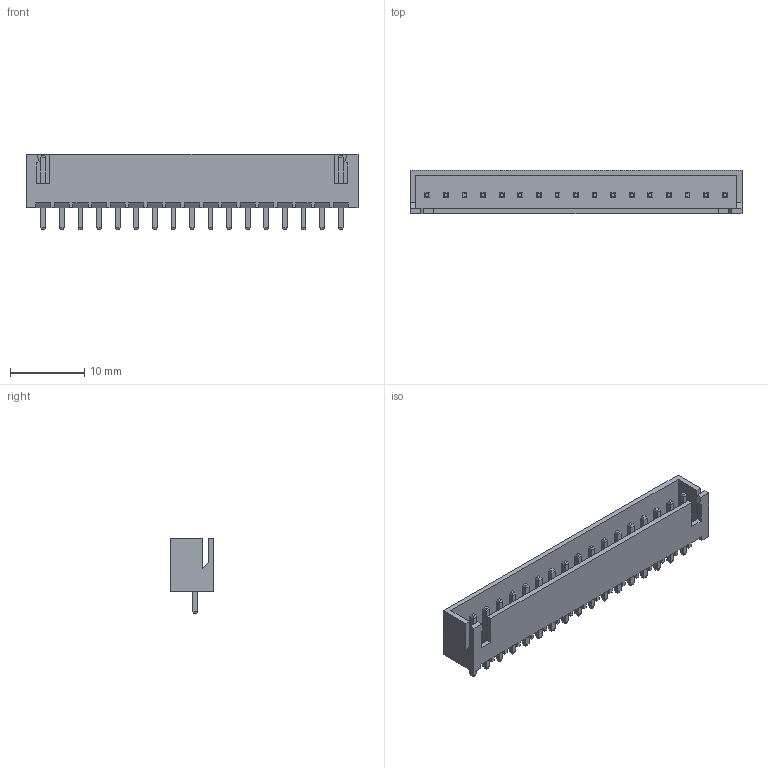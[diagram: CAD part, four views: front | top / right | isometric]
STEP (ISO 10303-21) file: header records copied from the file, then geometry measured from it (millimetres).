
FILE_DESCRIPTION(/* description */ ('Unknown'),/* implementation_level */ '2;1');
FILE_NAME(/* name */ 'JST - XH - Thru - 17Pin',/* time_stamp */ '2018-10-25T13:21:57-04:00',/* author */ ('Unknown'),/* organization */ ('Unknown'),/* preprocessor_version */ 'ST-DEVELOPER v16.7',/* originating_system */ 'DEX',/* authorisation */ $);
FILE_SCHEMA (('AUTOMOTIVE_DESIGN {1 0 10303 214 3 1 1}'));
Length unit declared in the file: millimetre
Products named in the file (1): JST - XH - Thru - 17Pin
Bounding box: 44.67 x 5.84 x 10.21 mm (x, y, z)
Volume: 632.2 mm3; surface area: 2266.4 mm2
Topology: 1 solids, 21 shells, 625 faces, 1494 edges, 928 vertices
Faces by surface type: plane 586, bspline 39
Entity records: 23046 total; most frequent: CARTESIAN_POINT 4935, ORIENTED_EDGE 2980, DIRECTION 2400, EDGE_CURVE 1490, LINE 1226, VECTOR 1226, VERTEX_POINT 928, EDGE_LOOP 658
